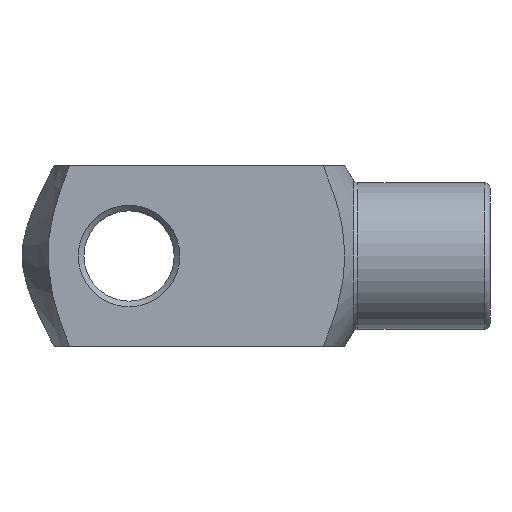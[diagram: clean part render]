
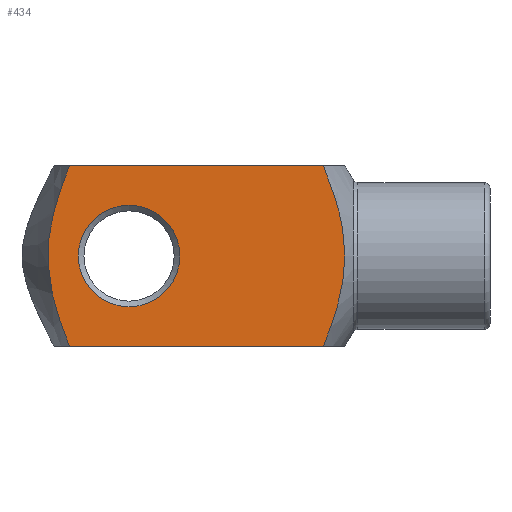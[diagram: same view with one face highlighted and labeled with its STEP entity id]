
A CAD part, left-side view. The second image highlights one B-rep face of the part: STEP entity #434.
In plain terms, the highlighted planar face has unit normal (-1, 0, 0).
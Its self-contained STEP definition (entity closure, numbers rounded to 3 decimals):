
#4 = CARTESIAN_POINT ( 'NONE',  ( -16., -34.442, -16. ) ) ;
#11 = CARTESIAN_POINT ( 'NONE',  ( -16., -36.777, 9.525 ) ) ;
#17 = EDGE_CURVE ( 'NONE', #34, #899, #550, .T. ) ;
#19 = EDGE_LOOP ( 'NONE', ( #849, #738, #436, #231 ) ) ;
#23 = AXIS2_PLACEMENT_3D ( 'NONE', #621, #625, #747 ) ;
#29 = DIRECTION ( 'NONE',  ( 1., 0., 0. ) ) ;
#34 = VERTEX_POINT ( 'NONE', #632 ) ;
#49 = CARTESIAN_POINT ( 'NONE',  ( -16., -37.752, -5.459 ) ) ;
#50 = CARTESIAN_POINT ( 'NONE',  ( -16., 14.381, -0.691 ) ) ;
#51 = EDGE_CURVE ( 'NONE', #899, #648, #94, .T. ) ;
#58 = PLANE ( 'NONE',  #23 ) ;
#60 = CARTESIAN_POINT ( 'NONE',  ( -16., 12.897, 9.504 ) ) ;
#65 = CARTESIAN_POINT ( 'NONE',  ( -16., -35.459, -13.433 ) ) ;
#75 = CARTESIAN_POINT ( 'NONE',  ( -16., -34.442, 16. ) ) ;
#94 = B_SPLINE_CURVE_WITH_KNOTS ( 'NONE', 3,
 ( #120, #202, #65, #344, #770, #394, #685, #49, #327, #614, #892, #256, #574, #365, #423, #149, #712, #11, #708, #582, #489, #75 ),
 .UNSPECIFIED., .F., .F.,
 ( 4, 2, 2, 2, 2, 2, 2, 2, 2, 2, 4 ),
 ( 0.036, 0.041, 0.045, 0.047, 0.049, 0.053, 0.055, 0.057, 0.061, 0.065, 0.07 ),
 .UNSPECIFIED. ) ;
#115 = CARTESIAN_POINT ( 'NONE',  ( -16., 11.077, -14.72 ) ) ;
#120 = CARTESIAN_POINT ( 'NONE',  ( -16., -34.442, -16. ) ) ;
#127 = CARTESIAN_POINT ( 'NONE',  ( -16., 13.59, -6.866 ) ) ;
#149 = CARTESIAN_POINT ( 'NONE',  ( -16., -37.764, 5.52 ) ) ;
#150 = DIRECTION ( 'NONE',  ( 0., -1., 0. ) ) ;
#157 = B_SPLINE_CURVE_WITH_KNOTS ( 'NONE', 3,
 ( #898, #551, #186, #812, #60, #694, #395, #753, #745, #50, #893, #465, #749, #265, #127, #831, #193, #623, #115, #461 ),
 .UNSPECIFIED., .F., .F.,
 ( 4, 2, 2, 2, 2, 2, 2, 2, 2, 4 ),
 ( 0.037, 0.041, 0.045, 0.05, 0.054, 0.056, 0.058, 0.062, 0.066, 0.07 ),
 .UNSPECIFIED. ) ;
#164 = CARTESIAN_POINT ( 'NONE',  ( -16., 10.555, 16. ) ) ;
#186 = CARTESIAN_POINT ( 'NONE',  ( -16., 11.572, 13.433 ) ) ;
#193 = CARTESIAN_POINT ( 'NONE',  ( -16., 12.479, -10.834 ) ) ;
#194 = VERTEX_POINT ( 'NONE', #164 ) ;
#202 = CARTESIAN_POINT ( 'NONE',  ( -16., -34.964, -14.721 ) ) ;
#231 = ORIENTED_EDGE ( 'NONE', *, *, #908, .F. ) ;
#240 = VECTOR ( 'NONE', #274, 1000. ) ;
#256 = CARTESIAN_POINT ( 'NONE',  ( -16., -38.268, 0.692 ) ) ;
#261 = ORIENTED_EDGE ( 'NONE', *, *, #271, .T. ) ;
#265 = CARTESIAN_POINT ( 'NONE',  ( -16., 13.877, -5.52 ) ) ;
#271 = EDGE_CURVE ( 'NONE', #594, #594, #714, .T. ) ;
#274 = DIRECTION ( 'NONE',  ( 0., -1., 0. ) ) ;
#304 = DIRECTION ( 'NONE',  ( 0., 1., 0. ) ) ;
#327 = CARTESIAN_POINT ( 'NONE',  ( -16., -37.872, -4.781 ) ) ;
#340 = FACE_BOUND ( 'NONE', #523, .T. ) ;
#344 = CARTESIAN_POINT ( 'NONE',  ( -16., -36.369, -10.824 ) ) ;
#365 = CARTESIAN_POINT ( 'NONE',  ( -16., -38.139, 2.766 ) ) ;
#394 = CARTESIAN_POINT ( 'NONE',  ( -16., -37.312, -7.489 ) ) ;
#395 = CARTESIAN_POINT ( 'NONE',  ( -16., 13.887, 5.462 ) ) ;
#423 = CARTESIAN_POINT ( 'NONE',  ( -16., -38.062, 3.461 ) ) ;
#434 = ADVANCED_FACE ( 'NONE', ( #340, #463 ), #58, .F. ) ;
#436 = ORIENTED_EDGE ( 'NONE', *, *, #51, .T. ) ;
#461 = CARTESIAN_POINT ( 'NONE',  ( -16., 10.555, -16. ) ) ;
#463 = FACE_OUTER_BOUND ( 'NONE', #19, .T. ) ;
#465 = CARTESIAN_POINT ( 'NONE',  ( -16., 14.252, -2.768 ) ) ;
#489 = CARTESIAN_POINT ( 'NONE',  ( -16., -34.964, 14.721 ) ) ;
#498 = LINE ( 'NONE', #780, #774 ) ;
#514 = CARTESIAN_POINT ( 'NONE',  ( -16., -34.442, 16. ) ) ;
#523 = EDGE_LOOP ( 'NONE', ( #261 ) ) ;
#528 = CARTESIAN_POINT ( 'NONE',  ( -16., 0., 0. ) ) ;
#540 = CARTESIAN_POINT ( 'NONE',  ( -16., 19., -16. ) ) ;
#550 = LINE ( 'NONE', #540, #240 ) ;
#551 = CARTESIAN_POINT ( 'NONE',  ( -16., 11.077, 14.721 ) ) ;
#574 = CARTESIAN_POINT ( 'NONE',  ( -16., -38.242, 1.382 ) ) ;
#582 = CARTESIAN_POINT ( 'NONE',  ( -16., -35.458, 13.434 ) ) ;
#594 = VERTEX_POINT ( 'NONE', #669 ) ;
#614 = CARTESIAN_POINT ( 'NONE',  ( -16., -38.164, -2.74 ) ) ;
#621 = CARTESIAN_POINT ( 'NONE',  ( -16., 19., -16. ) ) ;
#623 = CARTESIAN_POINT ( 'NONE',  ( -16., 11.572, -13.433 ) ) ;
#625 = DIRECTION ( 'NONE',  ( 1., 0., 0. ) ) ;
#628 = AXIS2_PLACEMENT_3D ( 'NONE', #528, #29, #304 ) ;
#632 = CARTESIAN_POINT ( 'NONE',  ( -16., 10.555, -16. ) ) ;
#648 = VERTEX_POINT ( 'NONE', #514 ) ;
#669 = CARTESIAN_POINT ( 'NONE',  ( -16., 9., 0. ) ) ;
#685 = CARTESIAN_POINT ( 'NONE',  ( -16., -37.472, -6.813 ) ) ;
#694 = CARTESIAN_POINT ( 'NONE',  ( -16., 13.602, 6.816 ) ) ;
#697 = EDGE_CURVE ( 'NONE', #194, #34, #157, .T. ) ;
#708 = CARTESIAN_POINT ( 'NONE',  ( -16., -36.365, 10.836 ) ) ;
#712 = CARTESIAN_POINT ( 'NONE',  ( -16., -37.476, 6.867 ) ) ;
#714 = CIRCLE ( 'NONE', #628, 9. ) ;
#738 = ORIENTED_EDGE ( 'NONE', *, *, #17, .T. ) ;
#745 = CARTESIAN_POINT ( 'NONE',  ( -16., 14.381, 1.374 ) ) ;
#747 = DIRECTION ( 'NONE',  ( 0., 0., -1. ) ) ;
#749 = CARTESIAN_POINT ( 'NONE',  ( -16., 14.175, -3.463 ) ) ;
#753 = CARTESIAN_POINT ( 'NONE',  ( -16., 14.277, 2.742 ) ) ;
#770 = CARTESIAN_POINT ( 'NONE',  ( -16., -36.783, -9.505 ) ) ;
#774 = VECTOR ( 'NONE', #150, 1000. ) ;
#780 = CARTESIAN_POINT ( 'NONE',  ( -16., 19., 16. ) ) ;
#812 = CARTESIAN_POINT ( 'NONE',  ( -16., 12.482, 10.824 ) ) ;
#831 = CARTESIAN_POINT ( 'NONE',  ( -16., 12.89, -9.523 ) ) ;
#849 = ORIENTED_EDGE ( 'NONE', *, *, #697, .T. ) ;
#892 = CARTESIAN_POINT ( 'NONE',  ( -16., -38.268, -1.372 ) ) ;
#893 = CARTESIAN_POINT ( 'NONE',  ( -16., 14.355, -1.382 ) ) ;
#898 = CARTESIAN_POINT ( 'NONE',  ( -16., 10.555, 16. ) ) ;
#899 = VERTEX_POINT ( 'NONE', #4 ) ;
#908 = EDGE_CURVE ( 'NONE', #194, #648, #498, .T. ) ;
